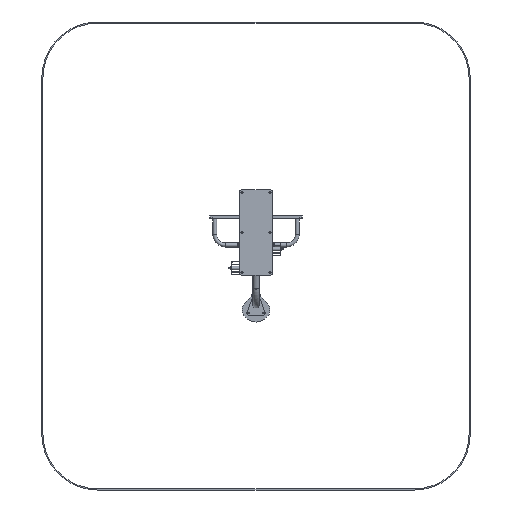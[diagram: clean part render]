
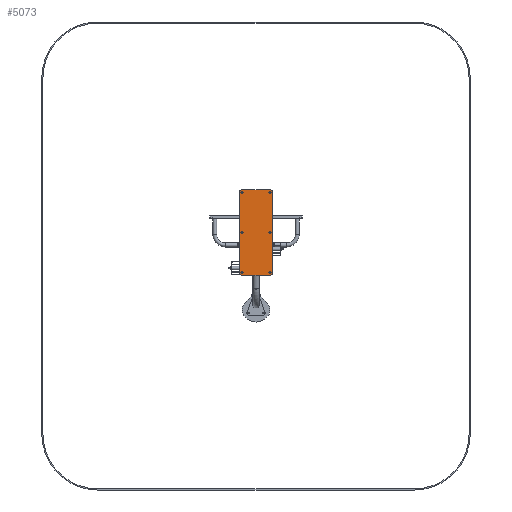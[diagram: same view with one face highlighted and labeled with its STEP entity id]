
A CAD part, front view. The second image highlights one B-rep face of the part: STEP entity #5073.
In plain terms, the highlighted planar face has unit normal (0, -1, 0).
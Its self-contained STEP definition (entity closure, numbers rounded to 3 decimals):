
#5073=ADVANCED_FACE('',(#10286,#10288,#10290,#10292,#10294,#10296,#10298),#10300,
.F.);
#10286=FACE_BOUND('',#10287,.T.);
#10287=EDGE_LOOP('',(#14721,#14722,#14723,#14724,#14725,#14726,#14727,#14728));
#10288=FACE_BOUND('',#10289,.T.);
#10289=EDGE_LOOP('',(#14729));
#10290=FACE_BOUND('',#10291,.T.);
#10291=EDGE_LOOP('',(#14730));
#10292=FACE_BOUND('',#10293,.T.);
#10293=EDGE_LOOP('',(#14731));
#10294=FACE_BOUND('',#10295,.T.);
#10295=EDGE_LOOP('',(#14732));
#10296=FACE_BOUND('',#10297,.T.);
#10297=EDGE_LOOP('',(#14733));
#10298=FACE_BOUND('',#10299,.T.);
#10299=EDGE_LOOP('',(#14734));
#10300=PLANE('',#10301);
#10301=AXIS2_PLACEMENT_3D('',#10302,#10303,#10304);
#10302=CARTESIAN_POINT('',(0.,0.,0.));
#10303=DIRECTION('',(0.,1.,0.));
#10304=DIRECTION('',(1.,0.,0.));
#14721=ORIENTED_EDGE('',*,*,#17191,.F.);
#14722=ORIENTED_EDGE('',*,*,#17192,.F.);
#14723=ORIENTED_EDGE('',*,*,#17193,.F.);
#14724=ORIENTED_EDGE('',*,*,#17194,.F.);
#14725=ORIENTED_EDGE('',*,*,#17195,.F.);
#14726=ORIENTED_EDGE('',*,*,#17196,.F.);
#14727=ORIENTED_EDGE('',*,*,#17197,.F.);
#14728=ORIENTED_EDGE('',*,*,#17198,.F.);
#14729=ORIENTED_EDGE('',*,*,#17199,.T.);
#14730=ORIENTED_EDGE('',*,*,#17200,.T.);
#14731=ORIENTED_EDGE('',*,*,#17201,.T.);
#14732=ORIENTED_EDGE('',*,*,#17202,.T.);
#14733=ORIENTED_EDGE('',*,*,#17203,.T.);
#14734=ORIENTED_EDGE('',*,*,#17204,.T.);
#17191=EDGE_CURVE('',#18574,#18575,#18576,.T.);
#17192=EDGE_CURVE('',#18577,#18574,#18578,.T.);
#17193=EDGE_CURVE('',#18579,#18577,#18580,.T.);
#17194=EDGE_CURVE('',#18581,#18579,#18582,.T.);
#17195=EDGE_CURVE('',#18583,#18581,#18584,.T.);
#17196=EDGE_CURVE('',#18585,#18583,#18586,.T.);
#17197=EDGE_CURVE('',#18587,#18585,#18588,.T.);
#17198=EDGE_CURVE('',#18575,#18587,#18589,.T.);
#17199=EDGE_CURVE('',#18590,#18590,#18591,.T.);
#17200=EDGE_CURVE('',#18592,#18592,#18593,.T.);
#17201=EDGE_CURVE('',#18594,#18594,#18595,.T.);
#17202=EDGE_CURVE('',#18596,#18596,#18597,.T.);
#17203=EDGE_CURVE('',#18598,#18598,#18599,.T.);
#17204=EDGE_CURVE('',#18600,#18600,#18601,.T.);
#18574=VERTEX_POINT('',#21105);
#18575=VERTEX_POINT('',#21106);
#18576=LINE('',#21107,#21108);
#18577=VERTEX_POINT('',#21110);
#18578=CIRCLE('',#21111,20.);
#18579=VERTEX_POINT('',#21115);
#18580=LINE('',#21116,#21117);
#18581=VERTEX_POINT('',#21119);
#18582=CIRCLE('',#21120,20.);
#18583=VERTEX_POINT('',#21124);
#18584=LINE('',#21125,#21126);
#18585=VERTEX_POINT('',#21128);
#18586=CIRCLE('',#21129,20.);
#18587=VERTEX_POINT('',#21133);
#18588=LINE('',#21134,#21135);
#18589=CIRCLE('',#21137,20.);
#18590=VERTEX_POINT('',#21141);
#18591=CIRCLE('',#21142,9.);
#18592=VERTEX_POINT('',#21146);
#18593=CIRCLE('',#21147,9.);
#18594=VERTEX_POINT('',#21151);
#18595=CIRCLE('',#21152,9.);
#18596=VERTEX_POINT('',#21156);
#18597=CIRCLE('',#21157,9.);
#18598=VERTEX_POINT('',#21161);
#18599=CIRCLE('',#21162,9.);
#18600=VERTEX_POINT('',#21166);
#18601=CIRCLE('',#21167,9.);
#21105=CARTESIAN_POINT('',(12.5,0.,-1.5));
#21106=CARTESIAN_POINT('',(732.5,0.,-1.5));
#21107=CARTESIAN_POINT('',(12.5,0.,-1.5));
#21108=VECTOR('',#21109,1.);
#21109=DIRECTION('',(1.,0.,0.));
#21110=CARTESIAN_POINT('',(-7.5,0.,-21.5));
#21111=AXIS2_PLACEMENT_3D('',#21112,#21113,#21114);
#21112=CARTESIAN_POINT('',(12.5,0.,-21.5));
#21113=DIRECTION('',(0.,1.,0.));
#21114=DIRECTION('',(-1.,0.,0.));
#21115=CARTESIAN_POINT('',(-7.5,0.,-278.5));
#21116=CARTESIAN_POINT('',(-7.5,0.,-278.5));
#21117=VECTOR('',#21118,1.);
#21118=DIRECTION('',(0.,0.,1.));
#21119=CARTESIAN_POINT('',(12.5,0.,-298.5));
#21120=AXIS2_PLACEMENT_3D('',#21121,#21122,#21123);
#21121=CARTESIAN_POINT('',(12.5,0.,-278.5));
#21122=DIRECTION('',(0.,1.,0.));
#21123=DIRECTION('',(0.,0.,-1.));
#21124=CARTESIAN_POINT('',(732.5,0.,-298.5));
#21125=CARTESIAN_POINT('',(732.5,0.,-298.5));
#21126=VECTOR('',#21127,1.);
#21127=DIRECTION('',(-1.,0.,0.));
#21128=CARTESIAN_POINT('',(752.5,0.,-278.5));
#21129=AXIS2_PLACEMENT_3D('',#21130,#21131,#21132);
#21130=CARTESIAN_POINT('',(732.5,0.,-278.5));
#21131=DIRECTION('',(0.,1.,0.));
#21132=DIRECTION('',(1.,0.,0.));
#21133=CARTESIAN_POINT('',(752.5,0.,-21.5));
#21134=CARTESIAN_POINT('',(752.5,0.,-21.5));
#21135=VECTOR('',#21136,1.);
#21136=DIRECTION('',(0.,0.,-1.));
#21137=AXIS2_PLACEMENT_3D('',#21138,#21139,#21140);
#21138=CARTESIAN_POINT('',(732.5,0.,-21.5));
#21139=DIRECTION('',(0.,1.,0.));
#21140=DIRECTION('',(0.,0.,1.));
#21141=CARTESIAN_POINT('',(25.,0.,-275.));
#21142=AXIS2_PLACEMENT_3D('',#21143,#21144,#21145);
#21143=CARTESIAN_POINT('',(16.,0.,-275.));
#21144=DIRECTION('',(0.,1.,0.));
#21145=DIRECTION('',(1.,0.,0.));
#21146=CARTESIAN_POINT('',(381.5,0.,-275.));
#21147=AXIS2_PLACEMENT_3D('',#21148,#21149,#21150);
#21148=CARTESIAN_POINT('',(372.5,0.,-275.));
#21149=DIRECTION('',(0.,1.,0.));
#21150=DIRECTION('',(1.,0.,0.));
#21151=CARTESIAN_POINT('',(381.5,0.,-25.));
#21152=AXIS2_PLACEMENT_3D('',#21153,#21154,#21155);
#21153=CARTESIAN_POINT('',(372.5,0.,-25.));
#21154=DIRECTION('',(0.,1.,0.));
#21155=DIRECTION('',(1.,0.,0.));
#21156=CARTESIAN_POINT('',(738.,0.,-275.));
#21157=AXIS2_PLACEMENT_3D('',#21158,#21159,#21160);
#21158=CARTESIAN_POINT('',(729.,0.,-275.));
#21159=DIRECTION('',(0.,1.,0.));
#21160=DIRECTION('',(1.,0.,0.));
#21161=CARTESIAN_POINT('',(738.,0.,-25.));
#21162=AXIS2_PLACEMENT_3D('',#21163,#21164,#21165);
#21163=CARTESIAN_POINT('',(729.,0.,-25.));
#21164=DIRECTION('',(0.,1.,0.));
#21165=DIRECTION('',(1.,0.,0.));
#21166=CARTESIAN_POINT('',(25.,0.,-25.));
#21167=AXIS2_PLACEMENT_3D('',#21168,#21169,#21170);
#21168=CARTESIAN_POINT('',(16.,0.,-25.));
#21169=DIRECTION('',(0.,1.,0.));
#21170=DIRECTION('',(1.,0.,0.));
